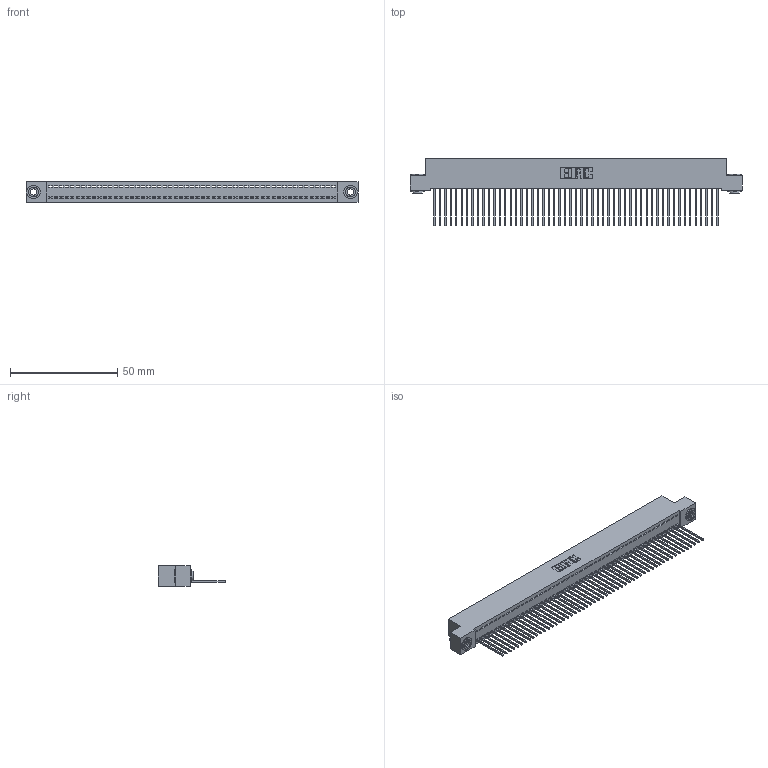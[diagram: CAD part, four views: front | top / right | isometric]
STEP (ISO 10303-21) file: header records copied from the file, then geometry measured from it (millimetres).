
FILE_DESCRIPTION (( 'STEP AP203' ), '1' );
FILE_NAME ('392-053-542-103.STEP', '2019-10-08T13:15:17', ( '' ), ( '' ), 'SwSTEP 2.0', 'SolidWorks 2016', '' );
FILE_SCHEMA (( 'CONFIG_CONTROL_DESIGN' ));
Length unit declared in the file: inch
Products named in the file (4): 342-250-002_345-250-002-102; 392-053-542-103; 342 Part_.156 TH; 345-292-001_345-293-142
Assembly tree (56 placements, depth 2):
  392-053-542-103
    342 Part_.156 TH
    345-292-001_345-293-142  x53
    342-250-002_345-250-002-102  x2
Bounding box: 154.94 x 31.63 x 9.4 mm (x, y, z)
Volume: 13766.4 mm3; surface area: 21366 mm2
Topology: 56 solids, 56 shells, 3222 faces, 9703 edges, 6394 vertices
Faces by surface type: plane 2302, cylinder 912, cone 8
Entity records: 31514 total; most frequent: CARTESIAN_POINT 5412, ORIENTED_EDGE 5394, DIRECTION 4577, EDGE_CURVE 2697, VECTOR 2545, LINE 2545, VERTEX_POINT 1794, AXIS2_PLACEMENT_3D 1016
